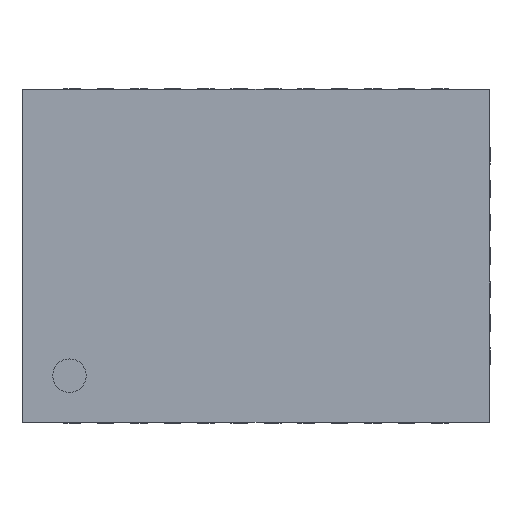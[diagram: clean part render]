
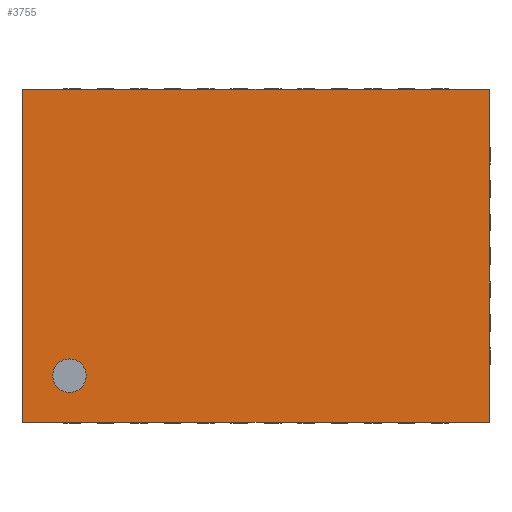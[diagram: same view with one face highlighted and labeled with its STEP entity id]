
A CAD part, top view. The second image highlights one B-rep face of the part: STEP entity #3755.
In plain terms, the highlighted planar face has unit normal (0, 0, 1).
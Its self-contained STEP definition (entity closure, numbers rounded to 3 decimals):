
#23=FACE_BOUND('',#798,.T.);
#311=PLANE('',#4144);
#554=FACE_OUTER_BOUND('',#797,.T.);
#797=EDGE_LOOP('',(#3468,#3469,#3470,#3471));
#798=EDGE_LOOP('',(#3472));
#1198=LINE('',#6255,#1604);
#1201=LINE('',#6260,#1607);
#1202=LINE('',#6263,#1608);
#1204=LINE('',#6266,#1610);
#1604=VECTOR('',#5191,10.);
#1607=VECTOR('',#5196,10.);
#1608=VECTOR('',#5199,10.);
#1610=VECTOR('',#5203,10.);
#1689=CIRCLE('',#4136,0.25);
#2005=VERTEX_POINT('',#6236);
#2011=VERTEX_POINT('',#6252);
#2012=VERTEX_POINT('',#6254);
#2013=VERTEX_POINT('',#6258);
#2014=VERTEX_POINT('',#6262);
#2486=EDGE_CURVE('',#2005,#2005,#1689,.T.);
#2494=EDGE_CURVE('',#2012,#2011,#1198,.F.);
#2497=EDGE_CURVE('',#2011,#2013,#1201,.F.);
#2498=EDGE_CURVE('',#2014,#2012,#1202,.F.);
#2500=EDGE_CURVE('',#2013,#2014,#1204,.F.);
#3468=ORIENTED_EDGE('',*,*,#2497,.T.);
#3469=ORIENTED_EDGE('',*,*,#2500,.T.);
#3470=ORIENTED_EDGE('',*,*,#2498,.T.);
#3471=ORIENTED_EDGE('',*,*,#2494,.T.);
#3472=ORIENTED_EDGE('',*,*,#2486,.T.);
#3755=ADVANCED_FACE('',(#554,#23),#311,.T.);
#4136=AXIS2_PLACEMENT_3D('',#6237,#5175,#5176);
#4144=AXIS2_PLACEMENT_3D('',#6267,#5204,#5205);
#5175=DIRECTION('center_axis',(0.,0.,-1.));
#5176=DIRECTION('ref_axis',(-1.,0.,0.));
#5191=DIRECTION('',(1.,0.,0.));
#5196=DIRECTION('',(0.,1.,0.));
#5199=DIRECTION('',(0.,-1.,0.));
#5203=DIRECTION('',(-1.,0.,0.));
#5204=DIRECTION('center_axis',(0.,0.,1.));
#5205=DIRECTION('ref_axis',(1.,0.,0.));
#6236=CARTESIAN_POINT('',(-2.54,-1.79,0.75));
#6237=CARTESIAN_POINT('Origin',(-2.79,-1.79,0.75));
#6252=CARTESIAN_POINT('',(-3.49,2.49,0.75));
#6254=CARTESIAN_POINT('',(3.49,2.49,0.75));
#6255=CARTESIAN_POINT('',(1.75,2.49,0.75));
#6258=CARTESIAN_POINT('',(-3.49,-2.49,0.75));
#6260=CARTESIAN_POINT('',(-3.49,1.25,0.75));
#6262=CARTESIAN_POINT('',(3.49,-2.49,0.75));
#6263=CARTESIAN_POINT('',(3.49,-1.25,0.75));
#6266=CARTESIAN_POINT('',(-1.75,-2.49,0.75));
#6267=CARTESIAN_POINT('Origin',(0.,0.,0.75));
